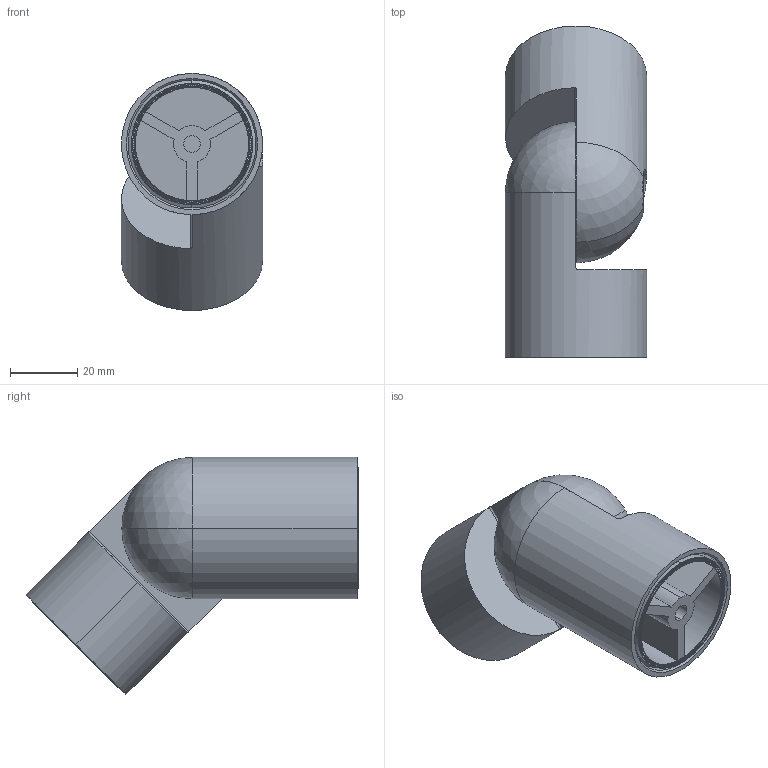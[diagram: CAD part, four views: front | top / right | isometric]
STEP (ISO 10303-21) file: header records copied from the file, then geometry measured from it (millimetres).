
FILE_DESCRIPTION (( 'STEP AP214' ), '1' );
FILE_NAME ('A20_0302-042.STEP', '2022-03-10T10:03:29', ( '' ), ( '' ), 'SwSTEP 2.0', 'SolidWorks 2019', '' );
FILE_SCHEMA (( 'AUTOMOTIVE_DESIGN' ));
Length unit declared in the file: millimetre
Products named in the file (5): A20_0302-042; A20_0302-042.P3.Plast; SKRUTKA DIN 912_SKRUTKA M 8x 25; A20_0302-042.P1; A20_0302-042.P2
Assembly tree (5 placements, depth 2):
  A20_0302-042
    A20_0302-042.P1
    A20_0302-042.P2
    SKRUTKA DIN 912_SKRUTKA M 8x 25
    A20_0302-042.P3.Plast  x2
Bounding box: 42 x 98.7 x 70.5 mm (x, y, z)
Volume: 61365.4 mm3; surface area: 45078.4 mm2
Topology: 5 solids, 5 shells, 4327 faces, 11887 edges, 7553 vertices
Faces by surface type: bspline 2116, plane 2064, cone 65, cylinder 64, torus 10, sphere 8
Entity records: 84910 total; most frequent: CARTESIAN_POINT 33356, ORIENTED_EDGE 12048, DIRECTION 8438, EDGE_CURVE 6024, VERTEX_POINT 3827, VECTOR 3780, LINE 3780, AXIS2_PLACEMENT_3D 2329
